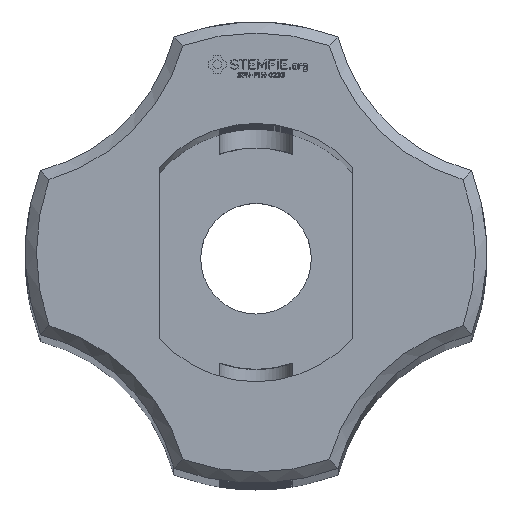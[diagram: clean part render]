
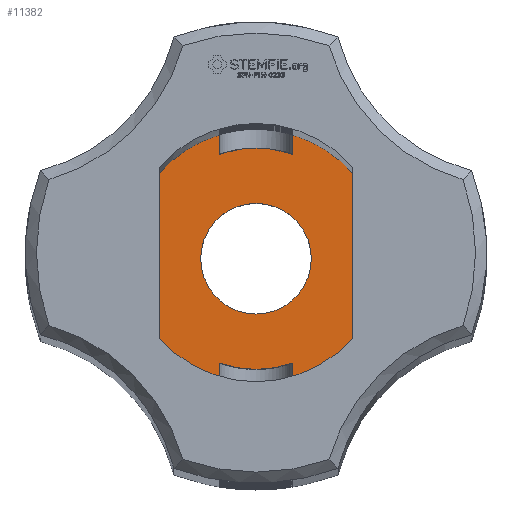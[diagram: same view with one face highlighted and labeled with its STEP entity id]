
A CAD part, top view. The second image highlights one B-rep face of the part: STEP entity #11382.
In plain terms, the highlighted planar face has unit normal (0, 0, 1).
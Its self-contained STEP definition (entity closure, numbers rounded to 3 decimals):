
#3269 = VERTEX_POINT('',#3270);
#3270 = CARTESIAN_POINT('',(2.829,0.998,11.));
#3293 = EDGE_CURVE('',#3294,#3269,#3296,.T.);
#3294 = VERTEX_POINT('',#3295);
#3295 = CARTESIAN_POINT('',(2.625,0.998,11.));
#3296 = LINE('',#3297,#3298);
#3297 = CARTESIAN_POINT('',(108.788,0.998,11.));
#3298 = VECTOR('',#3299,1.);
#3299 = DIRECTION('',(1.,0.,0.));
#3302 = VERTEX_POINT('',#3303);
#3303 = CARTESIAN_POINT('',(2.625,-0.998,11.));
#3310 = EDGE_CURVE('',#3302,#3311,#3313,.T.);
#3311 = VERTEX_POINT('',#3312);
#3312 = CARTESIAN_POINT('',(2.829,-0.998,11.));
#3313 = LINE('',#3314,#3315);
#3314 = CARTESIAN_POINT('',(108.788,-0.998,11.));
#3315 = VECTOR('',#3316,1.);
#3316 = DIRECTION('',(1.,0.,0.));
#11241 = EDGE_CURVE('',#11242,#3294,#11244,.T.);
#11242 = VERTEX_POINT('',#11243);
#11243 = CARTESIAN_POINT('',(2.625,2.315,11.));
#11244 = LINE('',#11245,#11246);
#11245 = CARTESIAN_POINT('',(2.625,2.315,11.));
#11246 = VECTOR('',#11247,1.);
#11247 = DIRECTION('',(0.,-1.,0.));
#11257 = VERTEX_POINT('',#11258);
#11258 = CARTESIAN_POINT('',(2.625,-2.315,11.));
#11264 = EDGE_CURVE('',#3302,#11257,#11265,.T.);
#11265 = LINE('',#11266,#11267);
#11266 = CARTESIAN_POINT('',(2.625,2.315,11.));
#11267 = VECTOR('',#11268,1.);
#11268 = DIRECTION('',(0.,-1.,0.));
#11369 = EDGE_CURVE('',#3269,#3311,#11370,.T.);
#11370 = CIRCLE('',#11371,3.);
#11371 = AXIS2_PLACEMENT_3D('',#11372,#11373,#11374);
#11372 = CARTESIAN_POINT('',(0.,0.,11.));
#11373 = DIRECTION('',(0.,0.,-1.));
#11374 = DIRECTION('',(0.,1.,0.));
#11382 = ADVANCED_FACE('',(#11383,#11524),#11535,.T.);
#11383 = FACE_BOUND('',#11384,.T.);
#11384 = EDGE_LOOP('',(#11385,#11386,#11387,#11388,#11389,#11398,#11406,
    #11415,#11424,#11432,#11441,#11449,#11457,#11466,#11474,#11482,
    #11491,#11499,#11508,#11516,#11523));
#11385 = ORIENTED_EDGE('',*,*,#3310,.T.);
#11386 = ORIENTED_EDGE('',*,*,#11369,.F.);
#11387 = ORIENTED_EDGE('',*,*,#3293,.F.);
#11388 = ORIENTED_EDGE('',*,*,#11241,.F.);
#11389 = ORIENTED_EDGE('',*,*,#11390,.T.);
#11390 = EDGE_CURVE('',#11242,#11391,#11393,.T.);
#11391 = VERTEX_POINT('',#11392);
#11392 = CARTESIAN_POINT('',(0.998,3.355,11.));
#11393 = CIRCLE('',#11394,3.5);
#11394 = AXIS2_PLACEMENT_3D('',#11395,#11396,#11397);
#11395 = CARTESIAN_POINT('',(0.,0.,11.)
  );
#11396 = DIRECTION('',(0.,0.,1.));
#11397 = DIRECTION('',(1.,0.,0.));
#11398 = ORIENTED_EDGE('',*,*,#11399,.T.);
#11399 = EDGE_CURVE('',#11391,#11400,#11402,.T.);
#11400 = VERTEX_POINT('',#11401);
#11401 = CARTESIAN_POINT('',(0.998,2.829,11.));
#11402 = LINE('',#11403,#11404);
#11403 = CARTESIAN_POINT('',(0.998,-108.788,11.));
#11404 = VECTOR('',#11405,1.);
#11405 = DIRECTION('',(0.,-1.,0.));
#11406 = ORIENTED_EDGE('',*,*,#11407,.F.);
#11407 = EDGE_CURVE('',#11408,#11400,#11410,.T.);
#11408 = VERTEX_POINT('',#11409);
#11409 = CARTESIAN_POINT('',(0.,3.,11.));
#11410 = CIRCLE('',#11411,3.);
#11411 = AXIS2_PLACEMENT_3D('',#11412,#11413,#11414);
#11412 = CARTESIAN_POINT('',(0.,0.,11.));
#11413 = DIRECTION('',(0.,0.,-1.));
#11414 = DIRECTION('',(0.,1.,0.));
#11415 = ORIENTED_EDGE('',*,*,#11416,.F.);
#11416 = EDGE_CURVE('',#11417,#11408,#11419,.T.);
#11417 = VERTEX_POINT('',#11418);
#11418 = CARTESIAN_POINT('',(-0.998,2.829,11.));
#11419 = CIRCLE('',#11420,3.);
#11420 = AXIS2_PLACEMENT_3D('',#11421,#11422,#11423);
#11421 = CARTESIAN_POINT('',(0.,0.,11.));
#11422 = DIRECTION('',(0.,0.,-1.));
#11423 = DIRECTION('',(0.,1.,0.));
#11424 = ORIENTED_EDGE('',*,*,#11425,.F.);
#11425 = EDGE_CURVE('',#11426,#11417,#11428,.T.);
#11426 = VERTEX_POINT('',#11427);
#11427 = CARTESIAN_POINT('',(-0.998,3.355,11.));
#11428 = LINE('',#11429,#11430);
#11429 = CARTESIAN_POINT('',(-0.998,-108.788,11.));
#11430 = VECTOR('',#11431,1.);
#11431 = DIRECTION('',(0.,-1.,0.));
#11432 = ORIENTED_EDGE('',*,*,#11433,.T.);
#11433 = EDGE_CURVE('',#11426,#11434,#11436,.T.);
#11434 = VERTEX_POINT('',#11435);
#11435 = CARTESIAN_POINT('',(-2.625,2.315,11.));
#11436 = CIRCLE('',#11437,3.5);
#11437 = AXIS2_PLACEMENT_3D('',#11438,#11439,#11440);
#11438 = CARTESIAN_POINT('',(0.,0.,11.)
  );
#11439 = DIRECTION('',(0.,0.,1.));
#11440 = DIRECTION('',(1.,0.,0.));
#11441 = ORIENTED_EDGE('',*,*,#11442,.T.);
#11442 = EDGE_CURVE('',#11434,#11443,#11445,.T.);
#11443 = VERTEX_POINT('',#11444);
#11444 = CARTESIAN_POINT('',(-2.625,0.998,11.));
#11445 = LINE('',#11446,#11447);
#11446 = CARTESIAN_POINT('',(-2.625,2.315,11.));
#11447 = VECTOR('',#11448,1.);
#11448 = DIRECTION('',(0.,-1.,0.));
#11449 = ORIENTED_EDGE('',*,*,#11450,.F.);
#11450 = EDGE_CURVE('',#11451,#11443,#11453,.T.);
#11451 = VERTEX_POINT('',#11452);
#11452 = CARTESIAN_POINT('',(-2.829,0.998,11.));
#11453 = LINE('',#11454,#11455);
#11454 = CARTESIAN_POINT('',(108.788,0.998,11.));
#11455 = VECTOR('',#11456,1.);
#11456 = DIRECTION('',(1.,0.,0.));
#11457 = ORIENTED_EDGE('',*,*,#11458,.F.);
#11458 = EDGE_CURVE('',#11459,#11451,#11461,.T.);
#11459 = VERTEX_POINT('',#11460);
#11460 = CARTESIAN_POINT('',(-2.829,-0.998,11.));
#11461 = CIRCLE('',#11462,3.);
#11462 = AXIS2_PLACEMENT_3D('',#11463,#11464,#11465);
#11463 = CARTESIAN_POINT('',(0.,0.,11.));
#11464 = DIRECTION('',(0.,0.,-1.));
#11465 = DIRECTION('',(0.,1.,0.));
#11466 = ORIENTED_EDGE('',*,*,#11467,.T.);
#11467 = EDGE_CURVE('',#11459,#11468,#11470,.T.);
#11468 = VERTEX_POINT('',#11469);
#11469 = CARTESIAN_POINT('',(-2.625,-0.998,11.));
#11470 = LINE('',#11471,#11472);
#11471 = CARTESIAN_POINT('',(108.788,-0.998,11.));
#11472 = VECTOR('',#11473,1.);
#11473 = DIRECTION('',(1.,0.,0.));
#11474 = ORIENTED_EDGE('',*,*,#11475,.T.);
#11475 = EDGE_CURVE('',#11468,#11476,#11478,.T.);
#11476 = VERTEX_POINT('',#11477);
#11477 = CARTESIAN_POINT('',(-2.625,-2.315,11.));
#11478 = LINE('',#11479,#11480);
#11479 = CARTESIAN_POINT('',(-2.625,2.315,11.));
#11480 = VECTOR('',#11481,1.);
#11481 = DIRECTION('',(0.,-1.,0.));
#11482 = ORIENTED_EDGE('',*,*,#11483,.T.);
#11483 = EDGE_CURVE('',#11476,#11484,#11486,.T.);
#11484 = VERTEX_POINT('',#11485);
#11485 = CARTESIAN_POINT('',(-0.998,-3.355,11.));
#11486 = CIRCLE('',#11487,3.5);
#11487 = AXIS2_PLACEMENT_3D('',#11488,#11489,#11490);
#11488 = CARTESIAN_POINT('',(0.,0.,11.)
  );
#11489 = DIRECTION('',(0.,0.,1.));
#11490 = DIRECTION('',(1.,0.,0.));
#11491 = ORIENTED_EDGE('',*,*,#11492,.F.);
#11492 = EDGE_CURVE('',#11493,#11484,#11495,.T.);
#11493 = VERTEX_POINT('',#11494);
#11494 = CARTESIAN_POINT('',(-0.998,-2.829,11.));
#11495 = LINE('',#11496,#11497);
#11496 = CARTESIAN_POINT('',(-0.998,-108.788,11.));
#11497 = VECTOR('',#11498,1.);
#11498 = DIRECTION('',(0.,-1.,0.));
#11499 = ORIENTED_EDGE('',*,*,#11500,.F.);
#11500 = EDGE_CURVE('',#11501,#11493,#11503,.T.);
#11501 = VERTEX_POINT('',#11502);
#11502 = CARTESIAN_POINT('',(0.998,-2.829,11.));
#11503 = CIRCLE('',#11504,3.);
#11504 = AXIS2_PLACEMENT_3D('',#11505,#11506,#11507);
#11505 = CARTESIAN_POINT('',(0.,0.,11.));
#11506 = DIRECTION('',(0.,0.,-1.));
#11507 = DIRECTION('',(0.,1.,0.));
#11508 = ORIENTED_EDGE('',*,*,#11509,.T.);
#11509 = EDGE_CURVE('',#11501,#11510,#11512,.T.);
#11510 = VERTEX_POINT('',#11511);
#11511 = CARTESIAN_POINT('',(0.998,-3.355,11.));
#11512 = LINE('',#11513,#11514);
#11513 = CARTESIAN_POINT('',(0.998,-108.788,11.));
#11514 = VECTOR('',#11515,1.);
#11515 = DIRECTION('',(0.,-1.,0.));
#11516 = ORIENTED_EDGE('',*,*,#11517,.T.);
#11517 = EDGE_CURVE('',#11510,#11257,#11518,.T.);
#11518 = CIRCLE('',#11519,3.5);
#11519 = AXIS2_PLACEMENT_3D('',#11520,#11521,#11522);
#11520 = CARTESIAN_POINT('',(0.,0.,11.)
  );
#11521 = DIRECTION('',(0.,0.,1.));
#11522 = DIRECTION('',(1.,0.,0.));
#11523 = ORIENTED_EDGE('',*,*,#11264,.F.);
#11524 = FACE_BOUND('',#11525,.T.);
#11525 = EDGE_LOOP('',(#11526));
#11526 = ORIENTED_EDGE('',*,*,#11527,.T.);
#11527 = EDGE_CURVE('',#11528,#11528,#11530,.T.);
#11528 = VERTEX_POINT('',#11529);
#11529 = CARTESIAN_POINT('',(0.,1.5,11.));
#11530 = CIRCLE('',#11531,1.5);
#11531 = AXIS2_PLACEMENT_3D('',#11532,#11533,#11534);
#11532 = CARTESIAN_POINT('',(0.,0.,11.));
#11533 = DIRECTION('',(0.,0.,-1.));
#11534 = DIRECTION('',(0.,1.,0.));
#11535 = PLANE('',#11536);
#11536 = AXIS2_PLACEMENT_3D('',#11537,#11538,#11539);
#11537 = CARTESIAN_POINT('',(0.,0.001,11.)
  );
#11538 = DIRECTION('',(0.,0.,1.));
#11539 = DIRECTION('',(0.,1.,0.));
